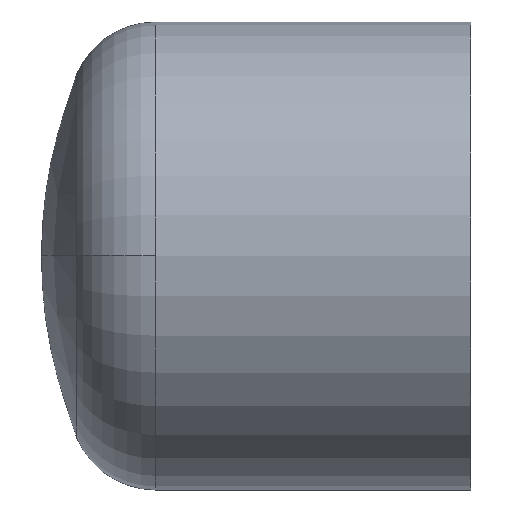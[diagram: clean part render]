
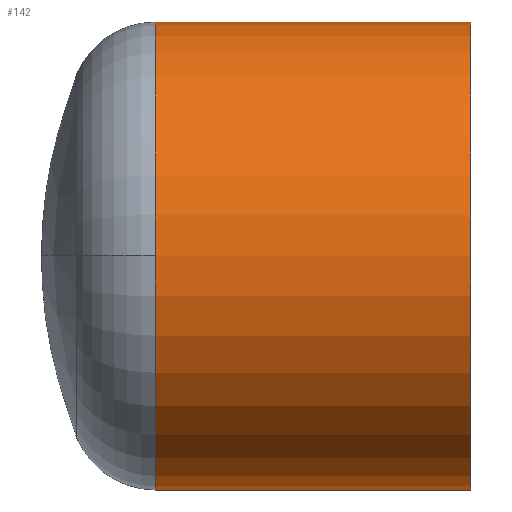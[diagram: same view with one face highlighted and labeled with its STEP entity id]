
A CAD part, top view. The second image highlights one B-rep face of the part: STEP entity #142.
In plain terms, the highlighted cylindrical face has radius 125 mm (diameter 250 mm), a partial arc.
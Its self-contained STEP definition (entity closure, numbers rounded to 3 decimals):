
#88 = EDGE_CURVE( '', #136, #174, #224, .T. );
#128 = VERTEX_POINT( '', #271 );
#130 = EDGE_CURVE( '', #140, #158, #273, .T. );
#136 = VERTEX_POINT( '', #280 );
#140 = VERTEX_POINT( '', #284 );
#142 = ADVANCED_FACE( '', ( #286 ), #287, .T. );
#154 = EDGE_CURVE( '', #136, #128, #301, .T. );
#158 = VERTEX_POINT( '', #305 );
#174 = VERTEX_POINT( '', #322 );
#190 = EDGE_CURVE( '', #174, #140, #338, .T. );
#200 = EDGE_CURVE( '', #128, #158, #350, .T. );
#224 = LINE( '', #368, #369 );
#271 = CARTESIAN_POINT( '', ( -168.481, 0., 125. ) );
#273 = LINE( '', #426, #427 );
#280 = CARTESIAN_POINT( '', ( -168.481, -125., 0. ) );
#284 = CARTESIAN_POINT( '', ( 0., 125., 0. ) );
#286 = FACE_OUTER_BOUND( '', #440, .T. );
#287 = CYLINDRICAL_SURFACE( '', #441, 125. );
#301 = CIRCLE( '', #457, 125. );
#305 = CARTESIAN_POINT( '', ( -168.481, 125., 0. ) );
#322 = CARTESIAN_POINT( '', ( 0., -125., 0. ) );
#338 = CIRCLE( '', #504, 125. );
#350 = CIRCLE( '', #520, 125. );
#368 = CARTESIAN_POINT( '', ( -84.24, -125., 0. ) );
#369 = VECTOR( '', #529, 1. );
#426 = CARTESIAN_POINT( '', ( -84.24, 125., 0. ) );
#427 = VECTOR( '', #608, 1. );
#440 = EDGE_LOOP( '', ( #616, #617, #618, #619, #620 ) );
#441 = AXIS2_PLACEMENT_3D( '', #621, #622, #623 );
#457 = AXIS2_PLACEMENT_3D( '', #646, #647, #648 );
#504 = AXIS2_PLACEMENT_3D( '', #689, #690, #691 );
#520 = AXIS2_PLACEMENT_3D( '', #704, #705, #706 );
#529 = DIRECTION( '', ( 1., 0., 0. ) );
#608 = DIRECTION( '', ( -1., 0., 0. ) );
#616 = ORIENTED_EDGE( '', *, *, #130, .T. );
#617 = ORIENTED_EDGE( '', *, *, #200, .F. );
#618 = ORIENTED_EDGE( '', *, *, #154, .F. );
#619 = ORIENTED_EDGE( '', *, *, #88, .T. );
#620 = ORIENTED_EDGE( '', *, *, #190, .T. );
#621 = CARTESIAN_POINT( '', ( -84.24, 0., 0. ) );
#622 = DIRECTION( '', ( 1., 0., 0. ) );
#623 = DIRECTION( '', ( 0., 1., 0. ) );
#646 = CARTESIAN_POINT( '', ( -168.481, 0., 0. ) );
#647 = DIRECTION( '', ( -1., 0., 0. ) );
#648 = DIRECTION( '', ( 0., 1., 0. ) );
#689 = CARTESIAN_POINT( '', ( 0., 0., 0. ) );
#690 = DIRECTION( '', ( -1., 0., 0. ) );
#691 = DIRECTION( '', ( 0., 1., 0. ) );
#704 = CARTESIAN_POINT( '', ( -168.481, 0., 0. ) );
#705 = DIRECTION( '', ( -1., 0., 0. ) );
#706 = DIRECTION( '', ( 0., 1., 0. ) );
